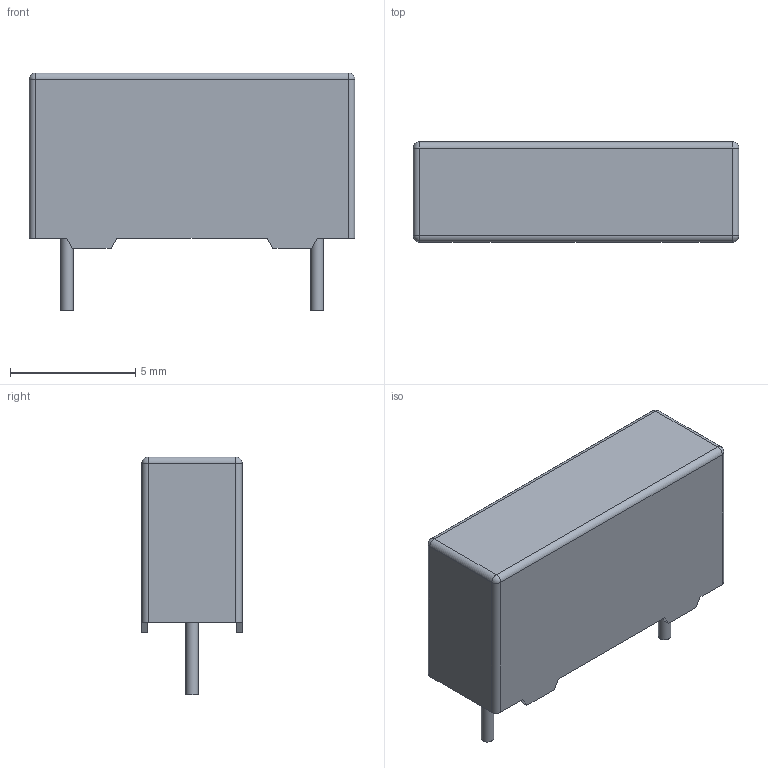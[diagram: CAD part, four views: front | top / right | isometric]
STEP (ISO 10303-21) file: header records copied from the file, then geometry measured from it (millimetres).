
FILE_DESCRIPTION(('STEP AP214'), '1');
FILE_NAME('CAP_BOX_13x4x7_BLU', '', ('UNSPECIFIED'), ('UNSPECIFIED'), 'ASCON STEP Converter 1.3', 'ASCON Math Kernel', '');
FILE_SCHEMA(('AUTOMOTIVE_DESIGN { 1 0 10303 214 3 1 1}'));
Length unit declared in the file: millimetre
Bounding box: 13 x 4 x 9.5 mm (x, y, z)
Volume: 113.7 mm3; surface area: 594.3 mm2
Topology: 3 solids, 4 shells, 74 faces, 174 edges, 96 vertices
Faces by surface type: plane 36, cylinder 22, sphere 8, bspline 8
Full cylindrical faces by diameter (mm): 0.5 x2
Entity records: 3394 total; most frequent: CARTESIAN_POINT 1151, DIRECTION 330, ORIENTED_EDGE 320, EDGE_CURVE 160, AXIS2_PLACEMENT_3D 111, LINE 108, VECTOR 108, VERTEX_POINT 96
